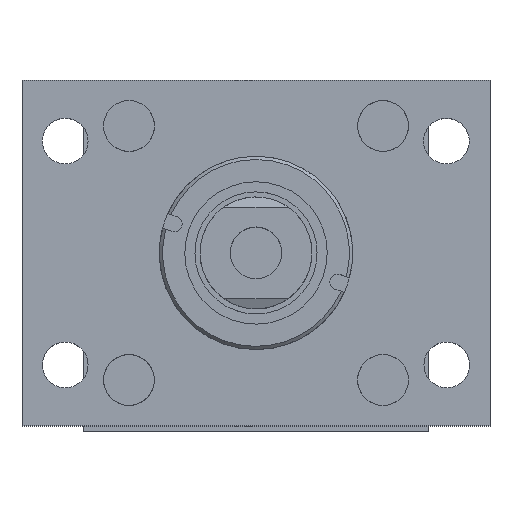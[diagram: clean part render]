
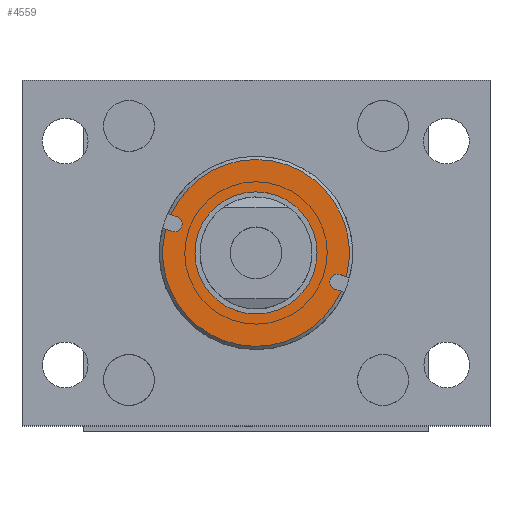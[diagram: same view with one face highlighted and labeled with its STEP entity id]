
A CAD part, top view. The second image highlights one B-rep face of the part: STEP entity #4559.
In plain terms, the highlighted face is planar.
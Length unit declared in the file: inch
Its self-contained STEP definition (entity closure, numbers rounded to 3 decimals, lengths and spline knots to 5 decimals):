
#65 = VERTEX_POINT ( 'NONE', #912 ) ;
#190 = DIRECTION ( 'NONE',  ( 1., 0., 0. ) ) ;
#228 = EDGE_CURVE ( 'NONE', #8966, #4321, #2298, .T. ) ;
#431 = CARTESIAN_POINT ( 'NONE',  ( 9.17484, 15.23865, 0.094 ) ) ;
#592 = DIRECTION ( 'NONE',  ( 0., 0., 1. ) ) ;
#690 = DIRECTION ( 'NONE',  ( 0., 0., 1. ) ) ;
#829 = CARTESIAN_POINT ( 'NONE',  ( 9.17484, 16.3823, -0.75 ) ) ;
#852 = EDGE_CURVE ( 'NONE', #8966, #8392, #2424, .T. ) ;
#893 = AXIS2_PLACEMENT_3D ( 'NONE', #6545, #1314, #690 ) ;
#912 = CARTESIAN_POINT ( 'NONE',  ( 9.17484, 17.52594, 0.094 ) ) ;
#916 = DIRECTION ( 'NONE',  ( -1., 0., 0. ) ) ;
#1112 = ORIENTED_EDGE ( 'NONE', *, *, #8648, .T. ) ;
#1314 = DIRECTION ( 'NONE',  ( -1., 0., 0. ) ) ;
#1319 = ORIENTED_EDGE ( 'NONE', *, *, #8025, .T. ) ;
#1432 = CIRCLE ( 'NONE', #4455, 0.094 ) ;
#1658 = CARTESIAN_POINT ( 'NONE',  ( 9.17484, 16.3823, -1.1475 ) ) ;
#1823 = CARTESIAN_POINT ( 'NONE',  ( 9.17484, 16.3823, 0. ) ) ;
#1940 = DIRECTION ( 'NONE',  ( 0., -1., 0. ) ) ;
#2101 = AXIS2_PLACEMENT_3D ( 'NONE', #4586, #190, #5369 ) ;
#2137 = EDGE_CURVE ( 'NONE', #3753, #9248, #3912, .T. ) ;
#2206 = CARTESIAN_POINT ( 'NONE',  ( 9.17484, 16.3823, 0. ) ) ;
#2279 = ORIENTED_EDGE ( 'NONE', *, *, #6505, .T. ) ;
#2298 = LINE ( 'NONE', #4846, #8487 ) ;
#2356 = AXIS2_PLACEMENT_3D ( 'NONE', #3852, #916, #5424 ) ;
#2424 = CIRCLE ( 'NONE', #7370, 1.1475 ) ;
#2456 = ORIENTED_EDGE ( 'NONE', *, *, #2824, .F. ) ;
#2528 = VECTOR ( 'NONE', #3532, 39.37008 ) ;
#2705 = DIRECTION ( 'NONE',  ( 1., 0., 0. ) ) ;
#2708 = CARTESIAN_POINT ( 'NONE',  ( 9.17484, 16.3823, 0. ) ) ;
#2765 = DIRECTION ( 'NONE',  ( 0., 0., -1. ) ) ;
#2794 = DIRECTION ( 'NONE',  ( -1., 0., 0. ) ) ;
#2824 = EDGE_CURVE ( 'NONE', #9612, #7390, #9522, .T. ) ;
#2876 = CARTESIAN_POINT ( 'NONE',  ( 9.17484, 16.3823, 0.75 ) ) ;
#3307 = DIRECTION ( 'NONE',  ( -1., 0., 0. ) ) ;
#3406 = LINE ( 'NONE', #6061, #9133 ) ;
#3460 = CARTESIAN_POINT ( 'NONE',  ( 9.17484, 17.5298, 0.094 ) ) ;
#3511 = CARTESIAN_POINT ( 'NONE',  ( 9.17484, 15.23865, -0.094 ) ) ;
#3532 = DIRECTION ( 'NONE',  ( 0., 1., 0. ) ) ;
#3547 = AXIS2_PLACEMENT_3D ( 'NONE', #1823, #3307, #8526 ) ;
#3632 = EDGE_LOOP ( 'NONE', ( #7977, #2456 ) ) ;
#3690 = DIRECTION ( 'NONE',  ( 0., 0., -1. ) ) ;
#3753 = VERTEX_POINT ( 'NONE', #431 ) ;
#3759 = EDGE_CURVE ( 'NONE', #6603, #4321, #7181, .T. ) ;
#3852 = CARTESIAN_POINT ( 'NONE',  ( 9.17484, 16.3823, 0. ) ) ;
#3912 = LINE ( 'NONE', #4965, #2528 ) ;
#4073 = ORIENTED_EDGE ( 'NONE', *, *, #2137, .F. ) ;
#4169 = CIRCLE ( 'NONE', #893, 1.1475 ) ;
#4321 = VERTEX_POINT ( 'NONE', #7428 ) ;
#4455 = AXIS2_PLACEMENT_3D ( 'NONE', #5182, #4524, #3690 ) ;
#4474 = CARTESIAN_POINT ( 'NONE',  ( 9.17484, 15.3203, -0.094 ) ) ;
#4524 = DIRECTION ( 'NONE',  ( 1., 0., 0. ) ) ;
#4559 = ADVANCED_FACE ( 'NONE', ( #6810, #5507 ), #5463, .F. ) ;
#4586 = CARTESIAN_POINT ( 'NONE',  ( 9.17484, 17.5298, 0. ) ) ;
#4742 = DIRECTION ( 'NONE',  ( 0., -1., 0. ) ) ;
#4751 = AXIS2_PLACEMENT_3D ( 'NONE', #2708, #6415, #9370 ) ;
#4846 = CARTESIAN_POINT ( 'NONE',  ( 9.17484, 17.5298, -0.094 ) ) ;
#4903 = CARTESIAN_POINT ( 'NONE',  ( 9.17484, 17.4443, 0. ) ) ;
#4965 = CARTESIAN_POINT ( 'NONE',  ( 9.17484, 17.5298, 0.094 ) ) ;
#5054 = ORIENTED_EDGE ( 'NONE', *, *, #6060, .T. ) ;
#5182 = CARTESIAN_POINT ( 'NONE',  ( 9.17484, 15.3203, 0. ) ) ;
#5369 = DIRECTION ( 'NONE',  ( 0., 0., -1. ) ) ;
#5424 = DIRECTION ( 'NONE',  ( 0., 0., 1. ) ) ;
#5463 = PLANE ( 'NONE',  #2101 ) ;
#5507 = FACE_OUTER_BOUND ( 'NONE', #5894, .T. ) ;
#5583 = CIRCLE ( 'NONE', #2356, 1.1475 ) ;
#5894 = EDGE_LOOP ( 'NONE', ( #7268, #1319, #5054, #2279, #4073, #9299, #1112, #7164, #6175 ) ) ;
#6060 = EDGE_CURVE ( 'NONE', #6951, #9396, #3406, .T. ) ;
#6061 = CARTESIAN_POINT ( 'NONE',  ( 9.17484, 17.5298, -0.094 ) ) ;
#6175 = ORIENTED_EDGE ( 'NONE', *, *, #228, .F. ) ;
#6220 = CARTESIAN_POINT ( 'NONE',  ( 9.17484, 17.4443, 0.094 ) ) ;
#6267 = CIRCLE ( 'NONE', #3547, 0.75 ) ;
#6415 = DIRECTION ( 'NONE',  ( -1., 0., 0. ) ) ;
#6505 = EDGE_CURVE ( 'NONE', #9396, #9248, #1432, .T. ) ;
#6545 = CARTESIAN_POINT ( 'NONE',  ( 9.17484, 16.3823, 0. ) ) ;
#6603 = VERTEX_POINT ( 'NONE', #6220 ) ;
#6632 = EDGE_CURVE ( 'NONE', #3753, #65, #5583, .T. ) ;
#6810 = FACE_BOUND ( 'NONE', #3632, .T. ) ;
#6902 = CARTESIAN_POINT ( 'NONE',  ( 9.17484, 17.52594, -0.094 ) ) ;
#6951 = VERTEX_POINT ( 'NONE', #3511 ) ;
#7164 = ORIENTED_EDGE ( 'NONE', *, *, #3759, .T. ) ;
#7181 = CIRCLE ( 'NONE', #8034, 0.094 ) ;
#7254 = CARTESIAN_POINT ( 'NONE',  ( 9.17484, 15.3203, 0.094 ) ) ;
#7268 = ORIENTED_EDGE ( 'NONE', *, *, #852, .T. ) ;
#7370 = AXIS2_PLACEMENT_3D ( 'NONE', #2206, #2794, #592 ) ;
#7390 = VERTEX_POINT ( 'NONE', #2876 ) ;
#7428 = CARTESIAN_POINT ( 'NONE',  ( 9.17484, 17.4443, -0.094 ) ) ;
#7722 = DIRECTION ( 'NONE',  ( 0., 1., 0. ) ) ;
#7933 = LINE ( 'NONE', #3460, #9455 ) ;
#7977 = ORIENTED_EDGE ( 'NONE', *, *, #8585, .F. ) ;
#8025 = EDGE_CURVE ( 'NONE', #8392, #6951, #4169, .T. ) ;
#8034 = AXIS2_PLACEMENT_3D ( 'NONE', #4903, #2705, #2765 ) ;
#8392 = VERTEX_POINT ( 'NONE', #1658 ) ;
#8487 = VECTOR ( 'NONE', #4742, 39.37008 ) ;
#8526 = DIRECTION ( 'NONE',  ( 0., 0., 1. ) ) ;
#8585 = EDGE_CURVE ( 'NONE', #7390, #9612, #6267, .T. ) ;
#8648 = EDGE_CURVE ( 'NONE', #65, #6603, #7933, .T. ) ;
#8966 = VERTEX_POINT ( 'NONE', #6902 ) ;
#9133 = VECTOR ( 'NONE', #7722, 39.37008 ) ;
#9248 = VERTEX_POINT ( 'NONE', #7254 ) ;
#9299 = ORIENTED_EDGE ( 'NONE', *, *, #6632, .T. ) ;
#9370 = DIRECTION ( 'NONE',  ( 0., 0., 1. ) ) ;
#9396 = VERTEX_POINT ( 'NONE', #4474 ) ;
#9455 = VECTOR ( 'NONE', #1940, 39.37008 ) ;
#9522 = CIRCLE ( 'NONE', #4751, 0.75 ) ;
#9612 = VERTEX_POINT ( 'NONE', #829 ) ;
